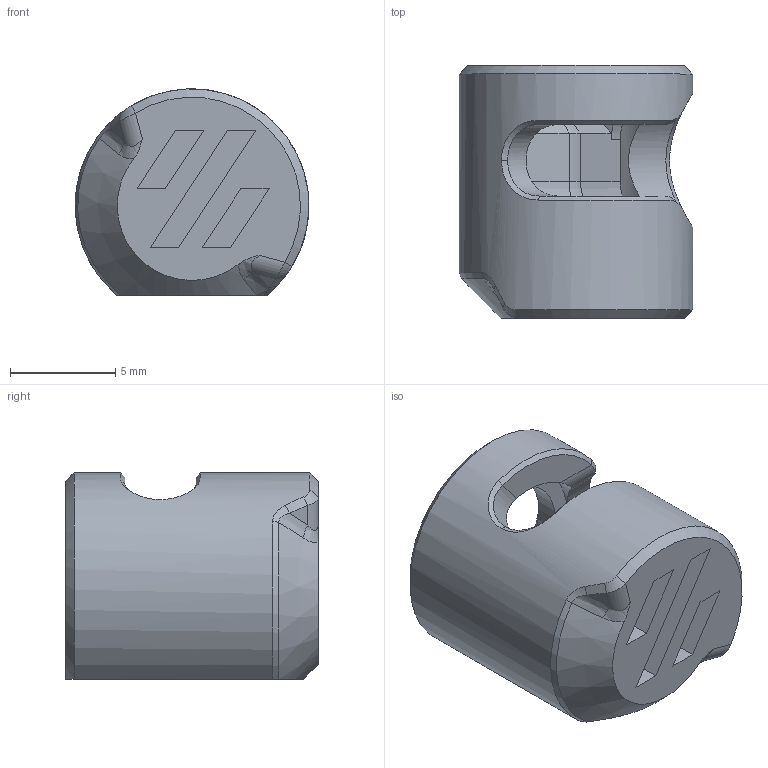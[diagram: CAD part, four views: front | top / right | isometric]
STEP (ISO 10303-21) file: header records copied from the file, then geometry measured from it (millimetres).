
FILE_DESCRIPTION(/* description */ (''),/* implementation_level */ '2;1');
FILE_NAME(/* name */ 'B Cam (Model B).step',/* time_stamp */ '2023-08-05T10:56:03-08:00',/* author */ (''),/* organization */ (''),/* preprocessor_version */ 'ST-DEVELOPER v20',/* originating_system */ 'Autodesk Translation Framework v12.9.0.99',/* authorisation */ '');
FILE_SCHEMA (('AUTOMOTIVE_DESIGN { 1 0 10303 214 3 1 1 }'));
Length unit declared in the file: millimetre
Products named in the file (1): B Cam (Model B)
Bounding box: 11.1 x 12 x 9.8 mm (x, y, z)
Volume: 681.6 mm3; surface area: 808.5 mm2
Topology: 1 solids, 1 shells, 70 faces, 170 edges, 106 vertices
Faces by surface type: plane 30, cylinder 16, bspline 15, cone 8, torus 1
Full cylindrical faces by diameter (mm): 2.45 x1, 6.2 x1
Entity records: 4093 total; most frequent: CARTESIAN_POINT 2519, ORIENTED_EDGE 340, DIRECTION 278, EDGE_CURVE 170, VERTEX_POINT 106, AXIS2_PLACEMENT_3D 96, LINE 86, VECTOR 86
